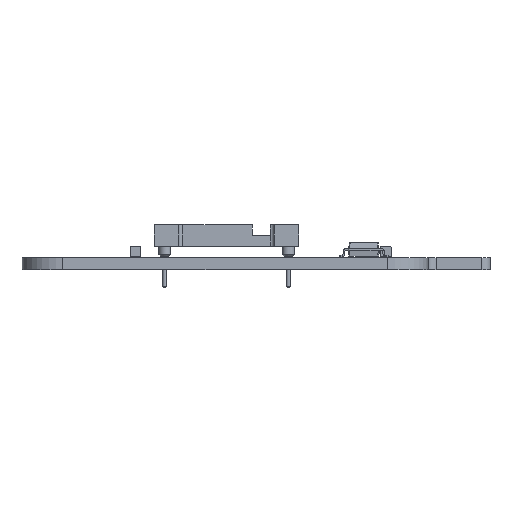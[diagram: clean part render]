
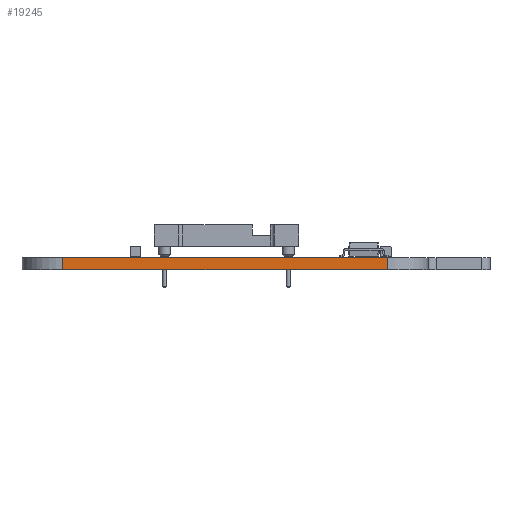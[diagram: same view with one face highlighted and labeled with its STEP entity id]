
A CAD part, left-side view. The second image highlights one B-rep face of the part: STEP entity #19245.
In plain terms, the highlighted planar face has unit normal (-1, 0, 0).
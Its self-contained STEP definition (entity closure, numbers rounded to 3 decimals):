
#18274 = VERTEX_POINT('',#18275);
#18275 = CARTESIAN_POINT('',(98.501,-81.194,0.));
#18282 = EDGE_CURVE('',#18283,#18274,#18285,.T.);
#18283 = VERTEX_POINT('',#18284);
#18284 = CARTESIAN_POINT('',(98.501,-121.194,0.));
#18285 = LINE('',#18286,#18287);
#18286 = CARTESIAN_POINT('',(98.501,-121.194,0.));
#18287 = VECTOR('',#18288,1.);
#18288 = DIRECTION('',(0.,1.,0.));
#18746 = VERTEX_POINT('',#18747);
#18747 = CARTESIAN_POINT('',(98.501,-81.194,1.51));
#18754 = EDGE_CURVE('',#18755,#18746,#18757,.T.);
#18755 = VERTEX_POINT('',#18756);
#18756 = CARTESIAN_POINT('',(98.501,-121.194,1.51));
#18757 = LINE('',#18758,#18759);
#18758 = CARTESIAN_POINT('',(98.501,-121.194,1.51));
#18759 = VECTOR('',#18760,1.);
#18760 = DIRECTION('',(0.,1.,0.));
#19215 = EDGE_CURVE('',#18274,#18746,#19216,.T.);
#19216 = LINE('',#19217,#19218);
#19217 = CARTESIAN_POINT('',(98.501,-81.194,0.));
#19218 = VECTOR('',#19219,1.);
#19219 = DIRECTION('',(0.,0.,1.));
#19245 = ADVANCED_FACE('',(#19246),#19257,.T.);
#19246 = FACE_BOUND('',#19247,.T.);
#19247 = EDGE_LOOP('',(#19248,#19254,#19255,#19256));
#19248 = ORIENTED_EDGE('',*,*,#19249,.T.);
#19249 = EDGE_CURVE('',#18283,#18755,#19250,.T.);
#19250 = LINE('',#19251,#19252);
#19251 = CARTESIAN_POINT('',(98.501,-121.194,0.));
#19252 = VECTOR('',#19253,1.);
#19253 = DIRECTION('',(0.,0.,1.));
#19254 = ORIENTED_EDGE('',*,*,#18754,.T.);
#19255 = ORIENTED_EDGE('',*,*,#19215,.F.);
#19256 = ORIENTED_EDGE('',*,*,#18282,.F.);
#19257 = PLANE('',#19258);
#19258 = AXIS2_PLACEMENT_3D('',#19259,#19260,#19261);
#19259 = CARTESIAN_POINT('',(98.501,-121.194,0.));
#19260 = DIRECTION('',(-1.,0.,0.));
#19261 = DIRECTION('',(0.,1.,0.));
